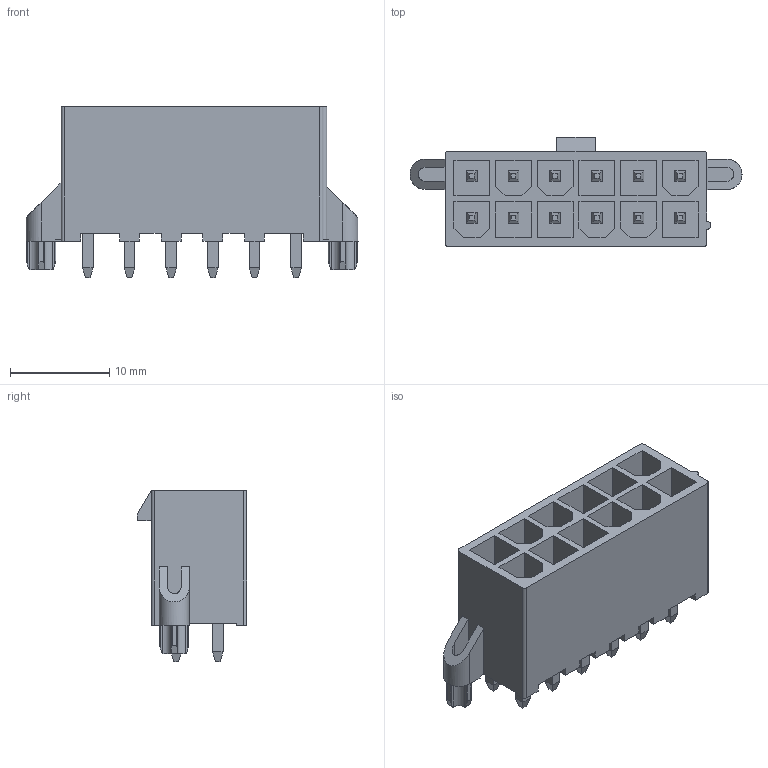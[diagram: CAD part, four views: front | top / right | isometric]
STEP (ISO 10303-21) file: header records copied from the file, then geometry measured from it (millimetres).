
FILE_DESCRIPTION( ( 'STEP AP214' ), '1' );
FILE_NAME( '462070012.stp', '2019-11-18T18:50:33', ( '' ), ( '' ), ' ', 'PARTsolutions', ' ' );
FILE_SCHEMA( ( 'AUTOMOTIVE_DESIGN { 1 0 10303 214 1 1 1 1 }' ) );
Length unit declared in the file: millimetre
Products named in the file (2): 462070012; 1
Assembly tree (1 placements, depth 2):
  462070012
    1
Bounding box: 33.46 x 11 x 17.26 mm (x, y, z)
Volume: 2120.3 mm3; surface area: 3655.5 mm2
Topology: 1 solids, 1 shells, 439 faces, 1099 edges, 700 vertices
Faces by surface type: plane 406, cylinder 33
Entity records: 12945 total; most frequent: CARTESIAN_POINT 2453, ORIENTED_EDGE 2198, DIRECTION 2007, EDGE_CURVE 1099, LINE 1033, VECTOR 1033, VERTEX_POINT 700, AXIS2_PLACEMENT_3D 487
